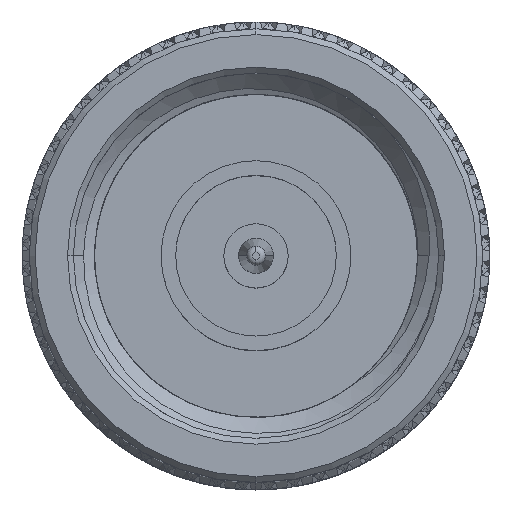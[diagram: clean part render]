
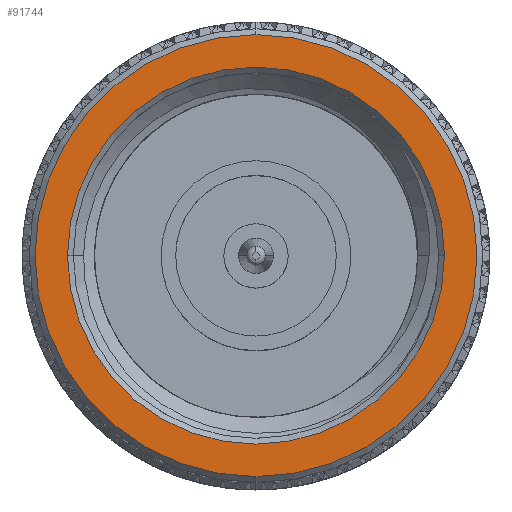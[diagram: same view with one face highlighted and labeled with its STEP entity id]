
A CAD part, top view. The second image highlights one B-rep face of the part: STEP entity #91744.
In plain terms, the highlighted face is planar.
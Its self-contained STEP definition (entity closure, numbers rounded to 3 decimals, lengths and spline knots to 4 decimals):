
#1616 = CIRCLE ( 'NONE', #11841, 0.3781 ) ;
#2423 = CARTESIAN_POINT ( 'NONE',  ( 0., 0.3781, 0. ) ) ;
#2531 = ORIENTED_EDGE ( 'NONE', *, *, #46111, .T. ) ;
#3625 = EDGE_CURVE ( 'NONE', #42456, #68825, #12104, .T. ) ;
#4437 = CARTESIAN_POINT ( 'NONE',  ( 0., -0.3781, 0. ) ) ;
#5620 = AXIS2_PLACEMENT_3D ( 'NONE', #61512, #6338, #61180 ) ;
#6338 = DIRECTION ( 'NONE',  ( 1., 0., 0. ) ) ;
#11841 = AXIS2_PLACEMENT_3D ( 'NONE', #37187, #68358, #21053 ) ;
#12104 = CIRCLE ( 'NONE', #18542, 0.3781 ) ;
#13614 = AXIS2_PLACEMENT_3D ( 'NONE', #67678, #67340, #91027 ) ;
#13900 = CARTESIAN_POINT ( 'NONE',  ( 0., 0., 0. ) ) ;
#14992 = VERTEX_POINT ( 'NONE', #25418 ) ;
#16521 = EDGE_LOOP ( 'NONE', ( #2531, #44624 ) ) ;
#17879 = CARTESIAN_POINT ( 'NONE',  ( 0., 0., 0. ) ) ;
#18360 = VERTEX_POINT ( 'NONE', #22961 ) ;
#18542 = AXIS2_PLACEMENT_3D ( 'NONE', #13900, #99931, #91056 ) ;
#20865 = ORIENTED_EDGE ( 'NONE', *, *, #49540, .T. ) ;
#21053 = DIRECTION ( 'NONE',  ( 0., -1., 0. ) ) ;
#21068 = PLANE ( 'NONE',  #13614 ) ;
#22961 = CARTESIAN_POINT ( 'NONE',  ( 0., 0., 0.3225 ) ) ;
#24419 = DIRECTION ( 'NONE',  ( 1., 0., 0. ) ) ;
#25418 = CARTESIAN_POINT ( 'NONE',  ( 0., 0., -0.3225 ) ) ;
#37187 = CARTESIAN_POINT ( 'NONE',  ( 0., 0., 0. ) ) ;
#42456 = VERTEX_POINT ( 'NONE', #4437 ) ;
#44624 = ORIENTED_EDGE ( 'NONE', *, *, #3625, .T. ) ;
#45865 = ORIENTED_EDGE ( 'NONE', *, *, #74200, .T. ) ;
#46111 = EDGE_CURVE ( 'NONE', #68825, #42456, #1616, .T. ) ;
#49540 = EDGE_CURVE ( 'NONE', #14992, #18360, #84636, .T. ) ;
#55763 = EDGE_LOOP ( 'NONE', ( #45865, #20865 ) ) ;
#61180 = DIRECTION ( 'NONE',  ( 0., -1., 0. ) ) ;
#61512 = CARTESIAN_POINT ( 'NONE',  ( 0., 0., 0. ) ) ;
#62026 = FACE_OUTER_BOUND ( 'NONE', #16521, .T. ) ;
#63351 = FACE_BOUND ( 'NONE', #55763, .T. ) ;
#67340 = DIRECTION ( 'NONE',  ( -1., 0., 0. ) ) ;
#67678 = CARTESIAN_POINT ( 'NONE',  ( 0., 0.3881, 0. ) ) ;
#68358 = DIRECTION ( 'NONE',  ( -1., 0., 0. ) ) ;
#68825 = VERTEX_POINT ( 'NONE', #2423 ) ;
#74200 = EDGE_CURVE ( 'NONE', #18360, #14992, #96636, .T. ) ;
#80641 = DIRECTION ( 'NONE',  ( 0., -1., 0. ) ) ;
#81939 = AXIS2_PLACEMENT_3D ( 'NONE', #17879, #24419, #80641 ) ;
#84636 = CIRCLE ( 'NONE', #5620, 0.3225 ) ;
#91027 = DIRECTION ( 'NONE',  ( 0., -1., 0. ) ) ;
#91056 = DIRECTION ( 'NONE',  ( 0., -1., 0. ) ) ;
#91744 = ADVANCED_FACE ( 'NONE', ( #63351, #62026 ), #21068, .T. ) ;
#96636 = CIRCLE ( 'NONE', #81939, 0.3225 ) ;
#99931 = DIRECTION ( 'NONE',  ( -1., 0., 0. ) ) ;
